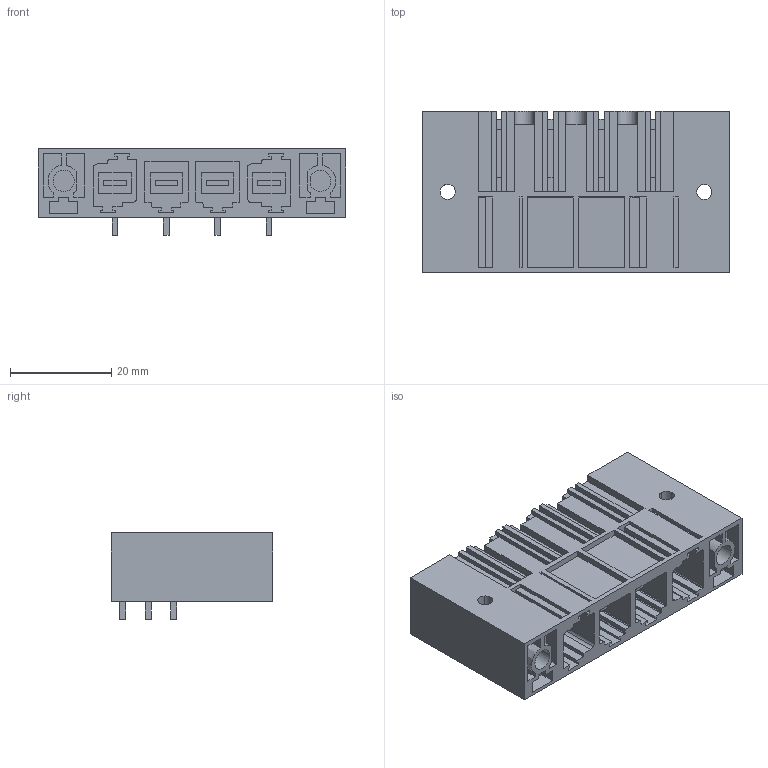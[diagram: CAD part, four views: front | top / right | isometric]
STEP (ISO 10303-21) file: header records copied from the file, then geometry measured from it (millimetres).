
FILE_DESCRIPTION(('CATIA V5 STEP Exchange','CAx-IF Rec.Pracs.--- Model Styling and Organization---1.2---2011-12-15'),'2;1');
FILE_NAME ('D1457532_0_1851140000_1851140000.stp','2018-03-12T12:25:22+00:00',('none'),('Weidmueller'),'CATIA Version 5-6 Release 2014','CATIA V5 STEP AP214','none');
FILE_SCHEMA(('AUTOMOTIVE_DESIGN { 1 0 10303 214 1 1 1 1 }'));
Length unit declared in the file: millimetre
Products named in the file (1): 1851140000
Bounding box: 60.96 x 32 x 17.1 mm (x, y, z)
Volume: 16857.9 mm3; surface area: 16248.8 mm2
Topology: 7 solids, 7 shells, 700 faces, 2009 edges, 1354 vertices
Faces by surface type: plane 612, extrusion 57, cylinder 31
Entity records: 22627 total; most frequent: CARTESIAN_POINT 4689, ORIENTED_EDGE 4018, DIRECTION 2799, EDGE_CURVE 2009, VECTOR 1884, LINE 1827, VERTEX_POINT 1354, EDGE_LOOP 747
